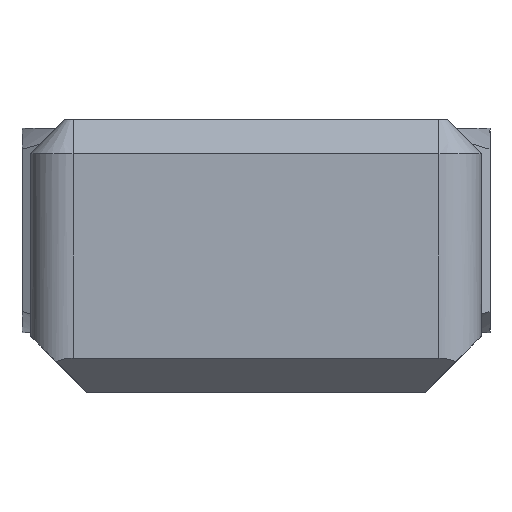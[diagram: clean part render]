
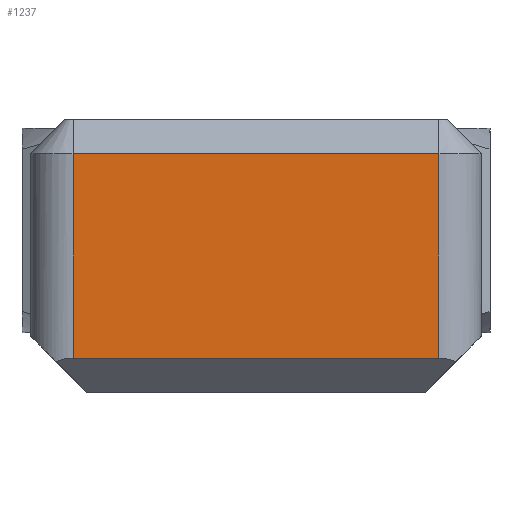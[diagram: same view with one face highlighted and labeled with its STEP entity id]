
A CAD part, front view. The second image highlights one B-rep face of the part: STEP entity #1237.
In plain terms, the highlighted planar face has unit normal (0, -1, 0).
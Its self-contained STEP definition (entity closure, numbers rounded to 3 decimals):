
#87=PLANE('',#1355);
#172=FACE_OUTER_BOUND('',#247,.T.);
#247=EDGE_LOOP('',(#1087,#1088,#1089,#1090));
#389=LINE('',#3090,#480);
#396=LINE('',#3106,#487);
#397=LINE('',#3112,#488);
#398=LINE('',#3113,#489);
#480=VECTOR('',#1614,10.);
#487=VECTOR('',#1631,10.);
#488=VECTOR('',#1638,10.);
#489=VECTOR('',#1639,10.);
#594=VERTEX_POINT('',#3083);
#596=VERTEX_POINT('',#3089);
#600=VERTEX_POINT('',#3105);
#602=VERTEX_POINT('',#3111);
#761=EDGE_CURVE('',#594,#596,#389,.T.);
#770=EDGE_CURVE('',#596,#600,#396,.T.);
#773=EDGE_CURVE('',#602,#594,#397,.T.);
#774=EDGE_CURVE('',#600,#602,#398,.T.);
#1087=ORIENTED_EDGE('',*,*,#761,.F.);
#1088=ORIENTED_EDGE('',*,*,#773,.F.);
#1089=ORIENTED_EDGE('',*,*,#774,.F.);
#1090=ORIENTED_EDGE('',*,*,#770,.F.);
#1237=ADVANCED_FACE('',(#172),#87,.F.);
#1355=AXIS2_PLACEMENT_3D('',#3110,#1636,#1637);
#1614=DIRECTION('',(1.,0.,0.));
#1631=DIRECTION('',(0.,0.,-1.));
#1636=DIRECTION('center_axis',(0.,1.,0.));
#1637=DIRECTION('ref_axis',(1.,0.,0.));
#1638=DIRECTION('',(0.,0.,1.));
#1639=DIRECTION('',(-1.,0.,0.));
#3083=CARTESIAN_POINT('',(-2.15,0.,5.8));
#3089=CARTESIAN_POINT('',(2.15,0.,5.8));
#3090=CARTESIAN_POINT('',(-1.325,0.,5.8));
#3105=CARTESIAN_POINT('',(2.15,0.,3.4));
#3106=CARTESIAN_POINT('',(2.15,0.,5.4));
#3110=CARTESIAN_POINT('Origin',(0.,0.,4.6));
#3111=CARTESIAN_POINT('',(-2.15,0.,3.4));
#3112=CARTESIAN_POINT('',(-2.15,0.,4.13));
#3113=CARTESIAN_POINT('',(0.995,0.,3.4));
